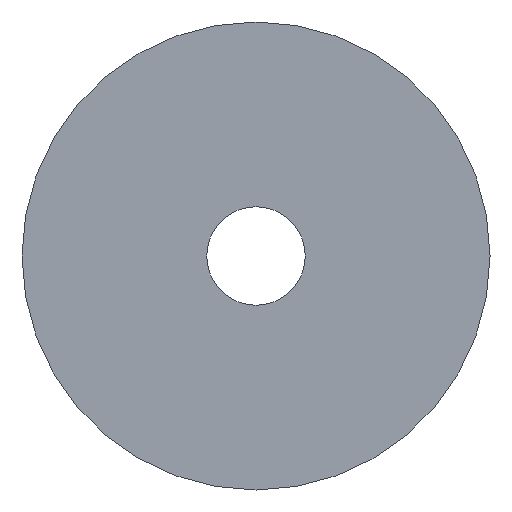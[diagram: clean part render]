
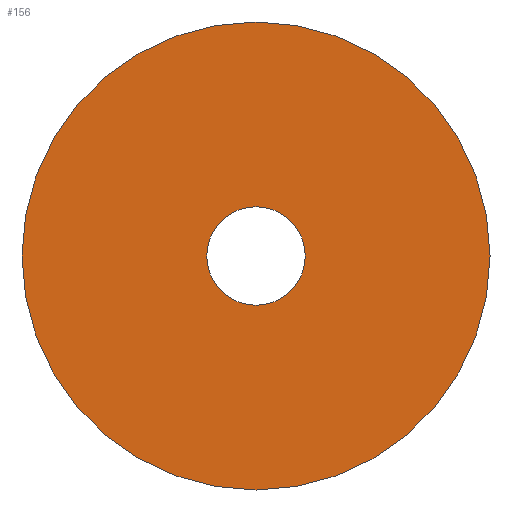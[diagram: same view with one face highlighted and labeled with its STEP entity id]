
A CAD part, front view. The second image highlights one B-rep face of the part: STEP entity #156.
In plain terms, the highlighted planar face has unit normal (0, -1, 0).
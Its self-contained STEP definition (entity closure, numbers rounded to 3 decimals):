
#1 = EDGE_LOOP ( 'NONE', ( #828, #855 ) ) ;
#5 = CARTESIAN_POINT ( 'NONE',  ( 0., 0., 2. ) ) ;
#24 = DIRECTION ( 'NONE',  ( 0., 0., 1. ) ) ;
#49 = VERTEX_POINT ( 'NONE', #5 ) ;
#87 = DIRECTION ( 'NONE',  ( 0., 1., 0. ) ) ;
#90 = CIRCLE ( 'NONE', #337, 9.5 ) ;
#99 = EDGE_CURVE ( 'NONE', #146, #725, #90, .T. ) ;
#128 = CIRCLE ( 'NONE', #286, 2. ) ;
#146 = VERTEX_POINT ( 'NONE', #699 ) ;
#156 = ADVANCED_FACE ( 'NONE', ( #807, #494 ), #299, .F. ) ;
#157 = CARTESIAN_POINT ( 'NONE',  ( 0., 0., 0. ) ) ;
#215 = CARTESIAN_POINT ( 'NONE',  ( 0., 0., -2. ) ) ;
#233 = DIRECTION ( 'NONE',  ( 0., 0., 1. ) ) ;
#286 = AXIS2_PLACEMENT_3D ( 'NONE', #333, #656, #590 ) ;
#299 = PLANE ( 'NONE',  #804 ) ;
#333 = CARTESIAN_POINT ( 'NONE',  ( 0., 0., 0. ) ) ;
#337 = AXIS2_PLACEMENT_3D ( 'NONE', #157, #87, #233 ) ;
#346 = EDGE_LOOP ( 'NONE', ( #403, #618 ) ) ;
#361 = CARTESIAN_POINT ( 'NONE',  ( 2., 0., 0. ) ) ;
#400 = DIRECTION ( 'NONE',  ( 0., 0., 1. ) ) ;
#403 = ORIENTED_EDGE ( 'NONE', *, *, #99, .F. ) ;
#417 = DIRECTION ( 'NONE',  ( 0., 0., 1. ) ) ;
#418 = DIRECTION ( 'NONE',  ( 0., 1., 0. ) ) ;
#422 = DIRECTION ( 'NONE',  ( 0., 1., 0. ) ) ;
#467 = EDGE_CURVE ( 'NONE', #580, #49, #128, .T. ) ;
#494 = FACE_BOUND ( 'NONE', #1, .T. ) ;
#525 = AXIS2_PLACEMENT_3D ( 'NONE', #593, #679, #400 ) ;
#541 = EDGE_CURVE ( 'NONE', #49, #580, #634, .T. ) ;
#542 = AXIS2_PLACEMENT_3D ( 'NONE', #607, #418, #24 ) ;
#580 = VERTEX_POINT ( 'NONE', #215 ) ;
#590 = DIRECTION ( 'NONE',  ( 0., 0., 1. ) ) ;
#593 = CARTESIAN_POINT ( 'NONE',  ( 0., 0., 0. ) ) ;
#598 = CIRCLE ( 'NONE', #542, 9.5 ) ;
#607 = CARTESIAN_POINT ( 'NONE',  ( 0., 0., 0. ) ) ;
#618 = ORIENTED_EDGE ( 'NONE', *, *, #717, .F. ) ;
#634 = CIRCLE ( 'NONE', #525, 2. ) ;
#656 = DIRECTION ( 'NONE',  ( 0., 1., 0. ) ) ;
#679 = DIRECTION ( 'NONE',  ( 0., 1., 0. ) ) ;
#699 = CARTESIAN_POINT ( 'NONE',  ( 0., 0., 9.5 ) ) ;
#717 = EDGE_CURVE ( 'NONE', #725, #146, #598, .T. ) ;
#725 = VERTEX_POINT ( 'NONE', #747 ) ;
#747 = CARTESIAN_POINT ( 'NONE',  ( 0., 0., -9.5 ) ) ;
#804 = AXIS2_PLACEMENT_3D ( 'NONE', #361, #422, #417 ) ;
#807 = FACE_OUTER_BOUND ( 'NONE', #346, .T. ) ;
#828 = ORIENTED_EDGE ( 'NONE', *, *, #541, .T. ) ;
#855 = ORIENTED_EDGE ( 'NONE', *, *, #467, .T. ) ;
